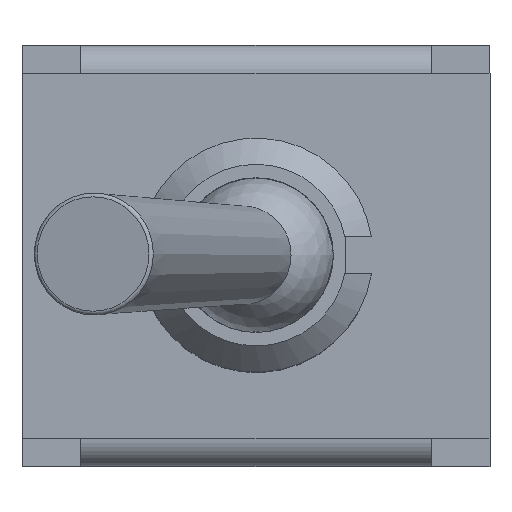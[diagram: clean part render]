
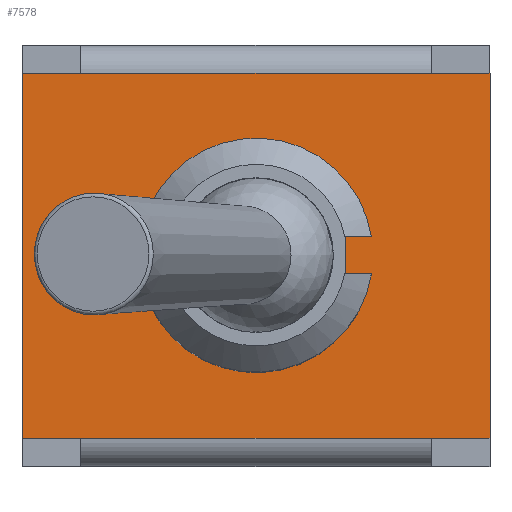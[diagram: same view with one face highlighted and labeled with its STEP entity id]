
A CAD part, top view. The second image highlights one B-rep face of the part: STEP entity #7578.
In plain terms, the highlighted planar face has unit normal (0, 0, 1).
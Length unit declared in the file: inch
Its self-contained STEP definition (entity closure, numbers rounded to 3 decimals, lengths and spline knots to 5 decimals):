
#5732=CARTESIAN_POINT('',(0.09542,-0.02008,0.35));
#5733=VERTEX_POINT('',#5732);
#5740=CARTESIAN_POINT('',(0.09542,0.02008,0.35));
#5741=VERTEX_POINT('',#5740);
#5742=CARTESIAN_POINT('',(0.09542,0.02008,0.35));
#5743=DIRECTION('',(0.0,-1.0,0.0));
#5744=VECTOR('',#5743,0.04016);
#5745=LINE('',#5742,#5744);
#5746=EDGE_CURVE('',#5741,#5733,#5745,.T.);
#5764=CARTESIAN_POINT('',(0.12338,0.02008,0.35));
#5765=VERTEX_POINT('',#5764);
#5766=CARTESIAN_POINT('',(0.12338,0.02008,0.35));
#5767=DIRECTION('',(-1.0,0.0,0.0));
#5768=VECTOR('',#5767,0.02795);
#5769=LINE('',#5766,#5768);
#5770=EDGE_CURVE('',#5765,#5741,#5769,.T.);
#5787=CARTESIAN_POINT('',(0.12338,-0.02008,0.35));
#5788=VERTEX_POINT('',#5787);
#5795=CARTESIAN_POINT('',(0.09542,-0.02008,0.35));
#5796=DIRECTION('',(1.0,0.0,0.0));
#5797=VECTOR('',#5796,0.02795);
#5798=LINE('',#5795,#5797);
#5799=EDGE_CURVE('',#5733,#5788,#5798,.T.);
#5812=CARTESIAN_POINT('',(0.,0.,0.35));
#5813=DIRECTION('',(0.0,0.0,-1.0));
#5814=DIRECTION('',(0.987,0.161,0.0));
#5815=AXIS2_PLACEMENT_3D('',#5812,#5813,#5814);
#5816=CIRCLE('',#5815,0.125);
#5817=EDGE_CURVE('',#5788,#5765,#5816,.T.);
#6043=CARTESIAN_POINT('',(0.18701,-0.19508,0.35));
#6044=VERTEX_POINT('',#6043);
#6076=CARTESIAN_POINT('',(-0.18701,0.19508,0.35));
#6077=VERTEX_POINT('',#6076);
#6529=CARTESIAN_POINT('',(-0.18701,-0.19508,0.35));
#6530=VERTEX_POINT('',#6529);
#7332=CARTESIAN_POINT('',(-0.25,0.19508,0.35));
#7333=VERTEX_POINT('',#7332);
#7340=CARTESIAN_POINT('',(-0.18701,0.19508,0.35));
#7341=DIRECTION('',(-1.0,0.0,0.0));
#7342=VECTOR('',#7341,0.06299);
#7343=LINE('',#7340,#7342);
#7344=EDGE_CURVE('',#6077,#7333,#7343,.T.);
#7361=CARTESIAN_POINT('',(-0.25,-0.19508,0.35));
#7362=VERTEX_POINT('',#7361);
#7378=CARTESIAN_POINT('',(-0.18701,-0.19508,0.35));
#7379=DIRECTION('',(-1.0,0.0,0.0));
#7380=VECTOR('',#7379,0.06299);
#7381=LINE('',#7378,#7380);
#7382=EDGE_CURVE('',#6530,#7362,#7381,.T.);
#7392=CARTESIAN_POINT('',(0.25,0.19508,0.35));
#7393=VERTEX_POINT('',#7392);
#7410=CARTESIAN_POINT('',(0.18701,0.19508,0.35));
#7411=VERTEX_POINT('',#7410);
#7418=CARTESIAN_POINT('',(0.18701,0.19508,0.35));
#7419=DIRECTION('',(1.0,0.0,0.0));
#7420=VECTOR('',#7419,0.06299);
#7421=LINE('',#7418,#7420);
#7422=EDGE_CURVE('',#7411,#7393,#7421,.T.);
#7434=CARTESIAN_POINT('',(0.25,-0.19508,0.35));
#7435=VERTEX_POINT('',#7434);
#7442=CARTESIAN_POINT('',(0.18701,-0.19508,0.35));
#7443=DIRECTION('',(1.0,0.0,0.0));
#7444=VECTOR('',#7443,0.06299);
#7445=LINE('',#7442,#7444);
#7446=EDGE_CURVE('',#6044,#7435,#7445,.T.);
#7517=CARTESIAN_POINT('',(-0.18701,0.19508,0.35));
#7518=DIRECTION('',(1.0,0.0,0.0));
#7519=VECTOR('',#7518,0.37402);
#7520=LINE('',#7517,#7519);
#7521=EDGE_CURVE('',#6077,#7411,#7520,.T.);
#7542=CARTESIAN_POINT('',(-0.275,-0.21459,0.35));
#7543=DIRECTION('',(0.0,0.0,1.0));
#7544=DIRECTION('',(1.0,0.0,0.0));
#7545=AXIS2_PLACEMENT_3D('',#7542,#7543,#7544);
#7546=PLANE('',#7545);
#7547=CARTESIAN_POINT('',(-0.18701,-0.19508,0.35));
#7548=DIRECTION('',(1.0,0.0,0.0));
#7549=VECTOR('',#7548,0.37402);
#7550=LINE('',#7547,#7549);
#7551=EDGE_CURVE('',#6530,#6044,#7550,.T.);
#7552=ORIENTED_EDGE('',*,*,#7551,.T.);
#7553=ORIENTED_EDGE('',*,*,#7446,.T.);
#7554=CARTESIAN_POINT('',(0.25,-0.19508,0.35));
#7555=DIRECTION('',(0.0,1.0,0.0));
#7556=VECTOR('',#7555,0.39016);
#7557=LINE('',#7554,#7556);
#7558=EDGE_CURVE('',#7435,#7393,#7557,.T.);
#7559=ORIENTED_EDGE('',*,*,#7558,.T.);
#7560=ORIENTED_EDGE('',*,*,#7422,.F.);
#7561=ORIENTED_EDGE('',*,*,#7521,.F.);
#7562=ORIENTED_EDGE('',*,*,#7344,.T.);
#7563=CARTESIAN_POINT('',(-0.25,0.19508,0.35));
#7564=DIRECTION('',(0.0,-1.0,0.0));
#7565=VECTOR('',#7564,0.39016);
#7566=LINE('',#7563,#7565);
#7567=EDGE_CURVE('',#7333,#7362,#7566,.T.);
#7568=ORIENTED_EDGE('',*,*,#7567,.T.);
#7569=ORIENTED_EDGE('',*,*,#7382,.F.);
#7570=EDGE_LOOP('',(#7552,#7553,#7559,#7560,#7561,#7562,#7568,#7569));
#7571=FACE_OUTER_BOUND('',#7570,.T.);
#7572=ORIENTED_EDGE('',*,*,#5746,.T.);
#7573=ORIENTED_EDGE('',*,*,#5799,.T.);
#7574=ORIENTED_EDGE('',*,*,#5817,.T.);
#7575=ORIENTED_EDGE('',*,*,#5770,.T.);
#7576=EDGE_LOOP('',(#7572,#7573,#7574,#7575));
#7577=FACE_BOUND('',#7576,.T.);
#7578=ADVANCED_FACE('',(#7571,#7577),#7546,.T.);
